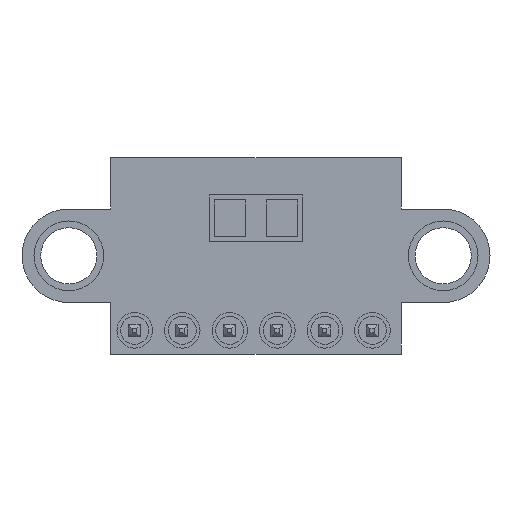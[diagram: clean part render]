
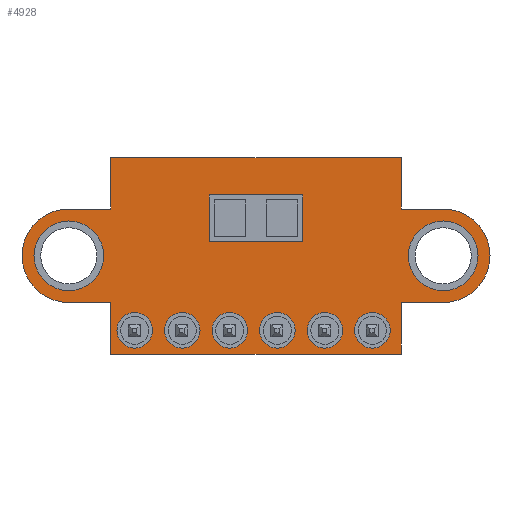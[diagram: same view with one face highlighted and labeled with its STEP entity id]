
A CAD part, front view. The second image highlights one B-rep face of the part: STEP entity #4928.
In plain terms, the highlighted planar face has unit normal (0, -1, 0).
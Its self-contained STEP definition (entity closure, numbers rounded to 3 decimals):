
#115=FACE_BOUND('',#924,.T.);
#116=FACE_BOUND('',#925,.T.);
#117=FACE_BOUND('',#926,.T.);
#118=FACE_BOUND('',#927,.T.);
#119=FACE_BOUND('',#928,.T.);
#120=FACE_BOUND('',#929,.T.);
#121=FACE_BOUND('',#930,.T.);
#122=FACE_BOUND('',#931,.T.);
#123=FACE_BOUND('',#932,.T.);
#270=CIRCLE('',#5484,2.5);
#271=CIRCLE('',#5485,2.5);
#272=CIRCLE('',#5486,1.86);
#273=CIRCLE('',#5487,1.86);
#274=CIRCLE('',#5488,0.95);
#275=CIRCLE('',#5489,0.95);
#276=CIRCLE('',#5490,0.95);
#277=CIRCLE('',#5491,0.95);
#278=CIRCLE('',#5492,0.95);
#279=CIRCLE('',#5493,0.95);
#604=FACE_OUTER_BOUND('',#923,.T.);
#923=EDGE_LOOP('',(#4121,#4122,#4123,#4124,#4125,#4126,#4127,#4128,#4129,
#4130,#4131,#4132));
#924=EDGE_LOOP('',(#4133));
#925=EDGE_LOOP('',(#4134));
#926=EDGE_LOOP('',(#4135,#4136,#4137,#4138));
#927=EDGE_LOOP('',(#4139));
#928=EDGE_LOOP('',(#4140));
#929=EDGE_LOOP('',(#4141));
#930=EDGE_LOOP('',(#4142));
#931=EDGE_LOOP('',(#4143));
#932=EDGE_LOOP('',(#4144));
#1444=LINE('',#8082,#1992);
#1448=LINE('',#8090,#1996);
#1450=LINE('',#8095,#1998);
#1451=LINE('',#8097,#1999);
#1452=LINE('',#8099,#2000);
#1453=LINE('',#8101,#2001);
#1454=LINE('',#8105,#2002);
#1455=LINE('',#8107,#2003);
#1456=LINE('',#8109,#2004);
#1457=LINE('',#8111,#2005);
#1458=LINE('',#8113,#2006);
#1459=LINE('',#8116,#2007);
#1460=LINE('',#8122,#2008);
#1461=LINE('',#8123,#2009);
#1992=VECTOR('',#6678,1000.);
#1996=VECTOR('',#6684,1000.);
#1998=VECTOR('',#6688,1000.);
#1999=VECTOR('',#6689,1000.);
#2000=VECTOR('',#6690,1000.);
#2001=VECTOR('',#6691,1000.);
#2002=VECTOR('',#6694,1000.);
#2003=VECTOR('',#6695,1000.);
#2004=VECTOR('',#6696,1000.);
#2005=VECTOR('',#6697,1000.);
#2006=VECTOR('',#6698,1000.);
#2007=VECTOR('',#6701,1000.);
#2008=VECTOR('',#6706,1000.);
#2009=VECTOR('',#6707,1000.);
#2446=VERTEX_POINT('',#8079);
#2447=VERTEX_POINT('',#8081);
#2450=VERTEX_POINT('',#8088);
#2451=VERTEX_POINT('',#8093);
#2452=VERTEX_POINT('',#8094);
#2453=VERTEX_POINT('',#8096);
#2454=VERTEX_POINT('',#8098);
#2455=VERTEX_POINT('',#8100);
#2456=VERTEX_POINT('',#8102);
#2457=VERTEX_POINT('',#8104);
#2458=VERTEX_POINT('',#8106);
#2459=VERTEX_POINT('',#8108);
#2460=VERTEX_POINT('',#8110);
#2461=VERTEX_POINT('',#8112);
#2462=VERTEX_POINT('',#8114);
#2463=VERTEX_POINT('',#8117);
#2464=VERTEX_POINT('',#8119);
#2465=VERTEX_POINT('',#8121);
#2466=VERTEX_POINT('',#8124);
#2467=VERTEX_POINT('',#8126);
#2468=VERTEX_POINT('',#8128);
#2469=VERTEX_POINT('',#8130);
#2470=VERTEX_POINT('',#8132);
#2471=VERTEX_POINT('',#8134);
#3028=EDGE_CURVE('',#2446,#2447,#1444,.T.);
#3032=EDGE_CURVE('',#2450,#2446,#1448,.T.);
#3034=EDGE_CURVE('',#2451,#2452,#1450,.T.);
#3035=EDGE_CURVE('',#2452,#2453,#1451,.T.);
#3036=EDGE_CURVE('',#2453,#2454,#1452,.T.);
#3037=EDGE_CURVE('',#2454,#2455,#1453,.T.);
#3038=EDGE_CURVE('',#2455,#2456,#270,.T.);
#3039=EDGE_CURVE('',#2456,#2457,#1454,.T.);
#3040=EDGE_CURVE('',#2457,#2458,#1455,.T.);
#3041=EDGE_CURVE('',#2458,#2459,#1456,.T.);
#3042=EDGE_CURVE('',#2459,#2460,#1457,.T.);
#3043=EDGE_CURVE('',#2460,#2461,#1458,.T.);
#3044=EDGE_CURVE('',#2461,#2462,#271,.T.);
#3045=EDGE_CURVE('',#2462,#2451,#1459,.T.);
#3046=EDGE_CURVE('',#2463,#2463,#272,.T.);
#3047=EDGE_CURVE('',#2464,#2464,#273,.T.);
#3048=EDGE_CURVE('',#2447,#2465,#1460,.T.);
#3049=EDGE_CURVE('',#2465,#2450,#1461,.T.);
#3050=EDGE_CURVE('',#2466,#2466,#274,.T.);
#3051=EDGE_CURVE('',#2467,#2467,#275,.T.);
#3052=EDGE_CURVE('',#2468,#2468,#276,.T.);
#3053=EDGE_CURVE('',#2469,#2469,#277,.T.);
#3054=EDGE_CURVE('',#2470,#2470,#278,.T.);
#3055=EDGE_CURVE('',#2471,#2471,#279,.T.);
#4121=ORIENTED_EDGE('',*,*,#3034,.T.);
#4122=ORIENTED_EDGE('',*,*,#3035,.T.);
#4123=ORIENTED_EDGE('',*,*,#3036,.T.);
#4124=ORIENTED_EDGE('',*,*,#3037,.T.);
#4125=ORIENTED_EDGE('',*,*,#3038,.T.);
#4126=ORIENTED_EDGE('',*,*,#3039,.T.);
#4127=ORIENTED_EDGE('',*,*,#3040,.T.);
#4128=ORIENTED_EDGE('',*,*,#3041,.T.);
#4129=ORIENTED_EDGE('',*,*,#3042,.T.);
#4130=ORIENTED_EDGE('',*,*,#3043,.T.);
#4131=ORIENTED_EDGE('',*,*,#3044,.T.);
#4132=ORIENTED_EDGE('',*,*,#3045,.T.);
#4133=ORIENTED_EDGE('',*,*,#3046,.F.);
#4134=ORIENTED_EDGE('',*,*,#3047,.F.);
#4135=ORIENTED_EDGE('',*,*,#3048,.F.);
#4136=ORIENTED_EDGE('',*,*,#3028,.F.);
#4137=ORIENTED_EDGE('',*,*,#3032,.F.);
#4138=ORIENTED_EDGE('',*,*,#3049,.F.);
#4139=ORIENTED_EDGE('',*,*,#3050,.F.);
#4140=ORIENTED_EDGE('',*,*,#3051,.F.);
#4141=ORIENTED_EDGE('',*,*,#3052,.F.);
#4142=ORIENTED_EDGE('',*,*,#3053,.F.);
#4143=ORIENTED_EDGE('',*,*,#3054,.F.);
#4144=ORIENTED_EDGE('',*,*,#3055,.F.);
#4663=PLANE('',#5483);
#4928=ADVANCED_FACE('',(#604,#115,#116,#117,#118,#119,#120,#121,#122,#123),
#4663,.T.);
#5483=AXIS2_PLACEMENT_3D('',#8092,#6686,#6687);
#5484=AXIS2_PLACEMENT_3D('',#8103,#6692,#6693);
#5485=AXIS2_PLACEMENT_3D('',#8115,#6699,#6700);
#5486=AXIS2_PLACEMENT_3D('',#8118,#6702,#6703);
#5487=AXIS2_PLACEMENT_3D('',#8120,#6704,#6705);
#5488=AXIS2_PLACEMENT_3D('',#8125,#6708,#6709);
#5489=AXIS2_PLACEMENT_3D('',#8127,#6710,#6711);
#5490=AXIS2_PLACEMENT_3D('',#8129,#6712,#6713);
#5491=AXIS2_PLACEMENT_3D('',#8131,#6714,#6715);
#5492=AXIS2_PLACEMENT_3D('',#8133,#6716,#6717);
#5493=AXIS2_PLACEMENT_3D('',#8135,#6718,#6719);
#6678=DIRECTION('',(0.,0.,1.));
#6684=DIRECTION('',(1.,0.,0.));
#6686=DIRECTION('center_axis',(0.,-1.,0.));
#6687=DIRECTION('ref_axis',(0.,0.,-1.));
#6688=DIRECTION('',(0.,0.,-1.));
#6689=DIRECTION('',(1.,0.,0.));
#6690=DIRECTION('',(0.,0.,1.));
#6691=DIRECTION('',(1.,0.,0.));
#6692=DIRECTION('center_axis',(0.,-1.,0.));
#6693=DIRECTION('ref_axis',(0.,0.,-1.));
#6694=DIRECTION('',(-1.,0.,0.));
#6695=DIRECTION('',(0.,0.,1.));
#6696=DIRECTION('',(-1.,0.,0.));
#6697=DIRECTION('',(0.,0.,-1.));
#6698=DIRECTION('',(-1.,0.,0.));
#6699=DIRECTION('center_axis',(0.,-1.,0.));
#6700=DIRECTION('ref_axis',(0.,0.,-1.));
#6701=DIRECTION('',(1.,0.,0.));
#6702=DIRECTION('center_axis',(0.,-1.,0.));
#6703=DIRECTION('ref_axis',(0.,0.,-1.));
#6704=DIRECTION('center_axis',(0.,-1.,0.));
#6705=DIRECTION('ref_axis',(0.,0.,-1.));
#6706=DIRECTION('',(-1.,0.,0.));
#6707=DIRECTION('',(0.,0.,-1.));
#6708=DIRECTION('center_axis',(0.,-1.,0.));
#6709=DIRECTION('ref_axis',(0.,0.,-1.));
#6710=DIRECTION('center_axis',(0.,-1.,0.));
#6711=DIRECTION('ref_axis',(0.,0.,-1.));
#6712=DIRECTION('center_axis',(0.,-1.,0.));
#6713=DIRECTION('ref_axis',(0.,0.,-1.));
#6714=DIRECTION('center_axis',(0.,-1.,0.));
#6715=DIRECTION('ref_axis',(0.,0.,-1.));
#6716=DIRECTION('center_axis',(0.,-1.,0.));
#6717=DIRECTION('ref_axis',(0.,0.,-1.));
#6718=DIRECTION('center_axis',(0.,-1.,0.));
#6719=DIRECTION('ref_axis',(0.,0.,-1.));
#8079=CARTESIAN_POINT('',(2.5,-1.5,0.75));
#8081=CARTESIAN_POINT('',(2.5,-1.5,3.25));
#8082=CARTESIAN_POINT('',(2.5,-1.5,0.75));
#8088=CARTESIAN_POINT('',(-2.5,-1.5,0.75));
#8090=CARTESIAN_POINT('',(-2.5,-1.5,0.75));
#8092=CARTESIAN_POINT('Origin',(-10.,-1.5,0.));
#8093=CARTESIAN_POINT('',(-7.75,-1.5,-2.5));
#8094=CARTESIAN_POINT('',(-7.75,-1.5,-5.25));
#8095=CARTESIAN_POINT('',(-7.75,-1.5,-5.25));
#8096=CARTESIAN_POINT('',(7.75,-1.5,-5.25));
#8097=CARTESIAN_POINT('',(-7.75,-1.5,-5.25));
#8098=CARTESIAN_POINT('',(7.75,-1.5,-2.5));
#8099=CARTESIAN_POINT('',(7.75,-1.5,-5.25));
#8100=CARTESIAN_POINT('',(10.,-1.5,-2.5));
#8101=CARTESIAN_POINT('',(10.,-1.5,-2.5));
#8102=CARTESIAN_POINT('',(10.,-1.5,2.5));
#8103=CARTESIAN_POINT('Origin',(10.,-1.5,0.));
#8104=CARTESIAN_POINT('',(7.75,-1.5,2.5));
#8105=CARTESIAN_POINT('',(10.,-1.5,2.5));
#8106=CARTESIAN_POINT('',(7.75,-1.5,5.25));
#8107=CARTESIAN_POINT('',(7.75,-1.5,2.5));
#8108=CARTESIAN_POINT('',(-7.75,-1.5,5.25));
#8109=CARTESIAN_POINT('',(-7.75,-1.5,5.25));
#8110=CARTESIAN_POINT('',(-7.75,-1.5,2.5));
#8111=CARTESIAN_POINT('',(-7.75,-1.5,2.5));
#8112=CARTESIAN_POINT('',(-10.,-1.5,2.5));
#8113=CARTESIAN_POINT('',(-10.,-1.5,2.5));
#8114=CARTESIAN_POINT('',(-10.,-1.5,-2.5));
#8115=CARTESIAN_POINT('Origin',(-10.,-1.5,0.));
#8116=CARTESIAN_POINT('',(-10.,-1.5,-2.5));
#8117=CARTESIAN_POINT('',(10.,-1.5,1.86));
#8118=CARTESIAN_POINT('Origin',(10.,-1.5,0.));
#8119=CARTESIAN_POINT('',(-10.,-1.5,1.86));
#8120=CARTESIAN_POINT('Origin',(-10.,-1.5,0.));
#8121=CARTESIAN_POINT('',(-2.5,-1.5,3.25));
#8122=CARTESIAN_POINT('',(-2.5,-1.5,3.25));
#8123=CARTESIAN_POINT('',(-2.5,-1.5,0.75));
#8124=CARTESIAN_POINT('',(-6.48,-1.5,-3.03));
#8125=CARTESIAN_POINT('Origin',(-6.48,-1.5,-3.98));
#8126=CARTESIAN_POINT('',(-3.94,-1.5,-3.03));
#8127=CARTESIAN_POINT('Origin',(-3.94,-1.5,-3.98));
#8128=CARTESIAN_POINT('',(-1.4,-1.5,-3.03));
#8129=CARTESIAN_POINT('Origin',(-1.4,-1.5,-3.98));
#8130=CARTESIAN_POINT('',(1.14,-1.5,-3.03));
#8131=CARTESIAN_POINT('Origin',(1.14,-1.5,-3.98));
#8132=CARTESIAN_POINT('',(3.68,-1.5,-3.03));
#8133=CARTESIAN_POINT('Origin',(3.68,-1.5,-3.98));
#8134=CARTESIAN_POINT('',(6.22,-1.5,-3.03));
#8135=CARTESIAN_POINT('Origin',(6.22,-1.5,-3.98));
